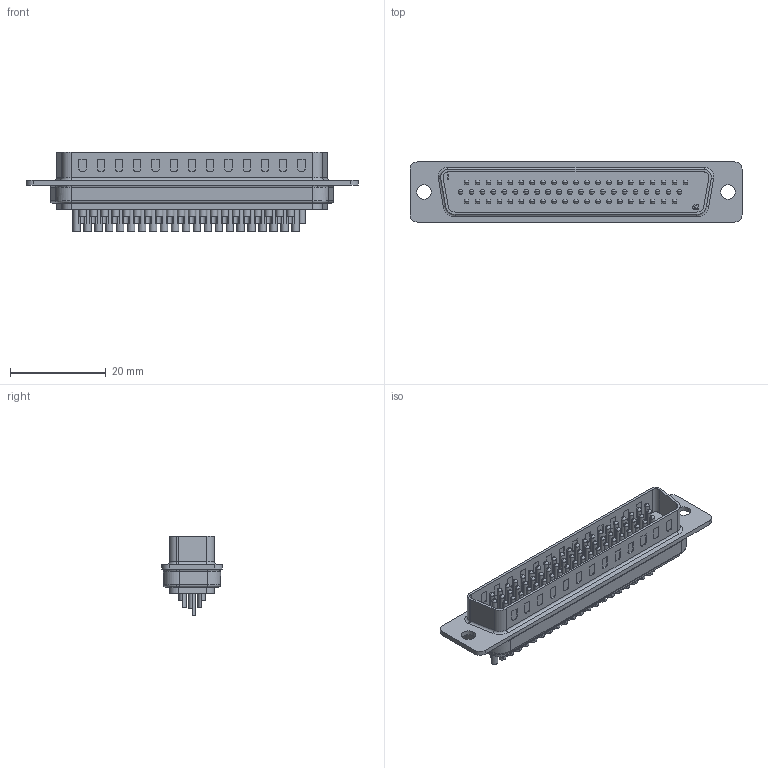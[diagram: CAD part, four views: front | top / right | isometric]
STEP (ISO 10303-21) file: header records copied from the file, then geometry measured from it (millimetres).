
FILE_DESCRIPTION (( 'STEP AP214' ), '1' );
FILE_NAME ('SDH62P.STEP', '2007-11-30T19:19:56', ( ' ' ), ( ' ' ), 'SwSTEP 2.0', 'SolidWorks 2007', '' );
FILE_SCHEMA (( 'AUTOMOTIVE_DESIGN' ));
Length unit declared in the file: inch
Products named in the file (1): SDH62P
Bounding box: 69.34 x 12.55 x 16.69 mm (x, y, z)
Volume: 4891.8 mm3; surface area: 6557.6 mm2
Topology: 1 solids, 1 shells, 1299 faces, 3243 edges, 2005 vertices
Faces by surface type: plane 616, cylinder 520, sphere 124, torus 20, bspline 19
Entity records: 53423 total; most frequent: CARTESIAN_POINT 7223, DIRECTION 6718, ORIENTED_EDGE 5990, EDGE_CURVE 2995, AXIS2_PLACEMENT_3D 2476, VERTEX_POINT 1881, VECTOR 1766, LINE 1766
